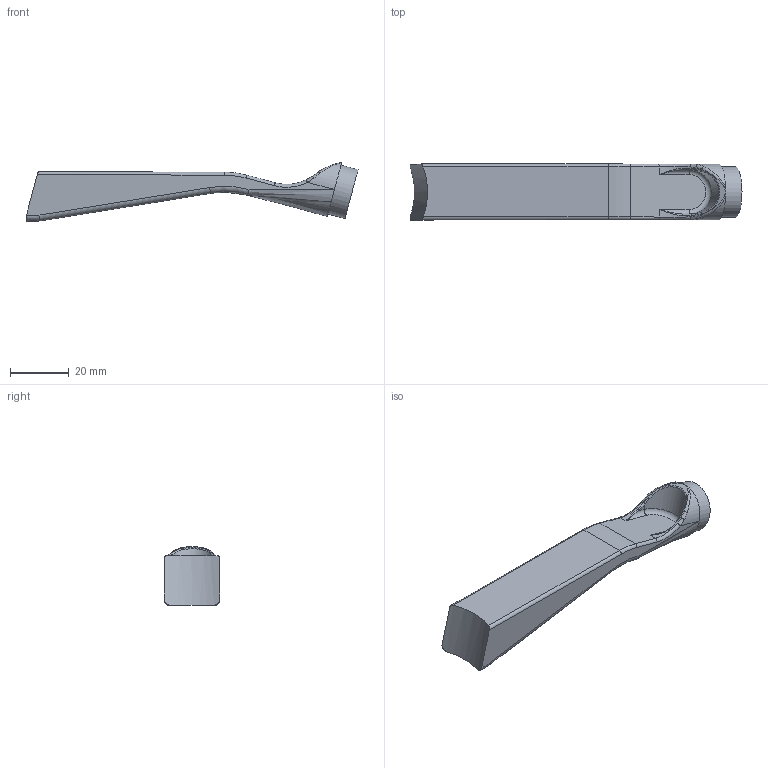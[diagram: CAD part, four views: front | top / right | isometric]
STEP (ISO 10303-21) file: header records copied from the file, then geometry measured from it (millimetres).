
FILE_DESCRIPTION(/* description */ (''),/* implementation_level */ '2;1');
FILE_NAME(/* name */ 'Yoke V17.step',/* time_stamp */ '2024-02-21T09:13:41-07:00',/* author */ (''),/* organization */ (''),/* preprocessor_version */ 'ST-DEVELOPER v20',/* originating_system */ 'Autodesk Translation Framework v12.14.0.127',/* authorisation */ '');
FILE_SCHEMA (('AUTOMOTIVE_DESIGN { 1 0 10303 214 3 1 1 }'));
Length unit declared in the file: inch
Products named in the file (3): Model; A; Yoke
Assembly tree (2 placements, depth 3):
  Model
    A
      Yoke
Bounding box: 112.77 x 19 x 20.02 mm (x, y, z)
Volume: 15858.8 mm3; surface area: 7502.5 mm2
Topology: 1 solids, 1 shells, 96 faces, 226 edges, 129 vertices
Faces by surface type: cylinder 34, bspline 32, plane 16, torus 13, cone 1
Full cylindrical faces by diameter (mm): 15.5 x1, 17.145 x1
Entity records: 3541 total; most frequent: CARTESIAN_POINT 1401, ORIENTED_EDGE 442, DIRECTION 430, EDGE_CURVE 221, AXIS2_PLACEMENT_3D 182, VERTEX_POINT 129, EDGE_LOOP 98, FACE_OUTER_BOUND 96
